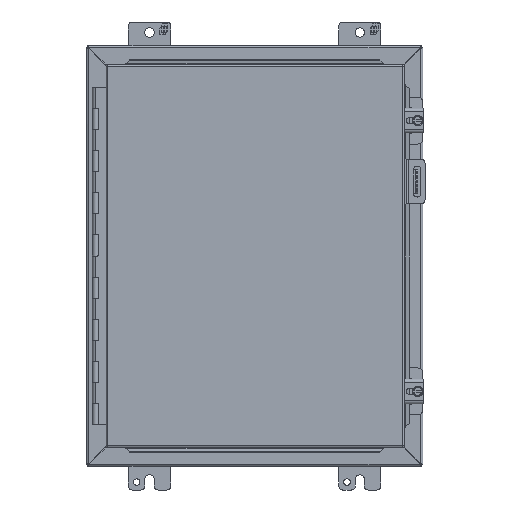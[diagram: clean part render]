
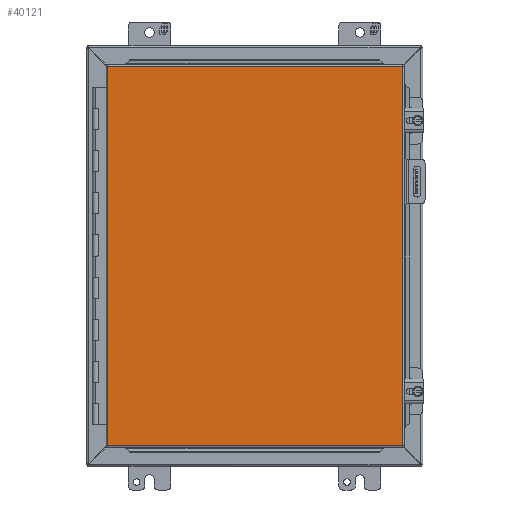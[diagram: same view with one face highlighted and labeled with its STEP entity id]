
A CAD part, front view. The second image highlights one B-rep face of the part: STEP entity #40121.
In plain terms, the highlighted planar face has unit normal (0, -1, 0).
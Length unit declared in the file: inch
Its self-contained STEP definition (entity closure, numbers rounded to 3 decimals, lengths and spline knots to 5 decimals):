
#1306 = DIRECTION ( 'NONE',  ( -1., 0., 0. ) ) ;
#1864 = DIRECTION ( 'NONE',  ( 0., -1., 0. ) ) ;
#3140 = CARTESIAN_POINT ( 'NONE',  ( 7.04626, -7.18504, 9.02376 ) ) ;
#6972 = ORIENTED_EDGE ( 'NONE', *, *, #17902, .T. ) ;
#8592 = AXIS2_PLACEMENT_3D ( 'NONE', #42841, #1864, #20889 ) ;
#8740 = LINE ( 'NONE', #22998, #11480 ) ;
#9993 = LINE ( 'NONE', #17190, #47560 ) ;
#11480 = VECTOR ( 'NONE', #1306, 39.37008 ) ;
#11903 = CARTESIAN_POINT ( 'NONE',  ( -6.98426, -7.18504, -9.02376 ) ) ;
#12651 = EDGE_CURVE ( 'NONE', #43908, #18640, #32309, .T. ) ;
#13090 = LINE ( 'NONE', #31572, #36501 ) ;
#13393 = VERTEX_POINT ( 'NONE', #3140 ) ;
#14817 = EDGE_LOOP ( 'NONE', ( #6972, #16688, #17807, #31205 ) ) ;
#16688 = ORIENTED_EDGE ( 'NONE', *, *, #32591, .T. ) ;
#17190 = CARTESIAN_POINT ( 'NONE',  ( 7.04626, -7.18504, 9.02376 ) ) ;
#17807 = ORIENTED_EDGE ( 'NONE', *, *, #24331, .T. ) ;
#17902 = EDGE_CURVE ( 'NONE', #18640, #13393, #9993, .T. ) ;
#18640 = VERTEX_POINT ( 'NONE', #44443 ) ;
#20166 = VECTOR ( 'NONE', #43432, 39.37008 ) ;
#20889 = DIRECTION ( 'NONE',  ( 1., 0., 0. ) ) ;
#22998 = CARTESIAN_POINT ( 'NONE',  ( -6.98426, -7.18504, 9.02376 ) ) ;
#23803 = PLANE ( 'NONE',  #8592 ) ;
#24120 = DIRECTION ( 'NONE',  ( 0., 0., -1. ) ) ;
#24331 = EDGE_CURVE ( 'NONE', #31109, #43908, #13090, .T. ) ;
#31109 = VERTEX_POINT ( 'NONE', #45121 ) ;
#31205 = ORIENTED_EDGE ( 'NONE', *, *, #12651, .T. ) ;
#31572 = CARTESIAN_POINT ( 'NONE',  ( -6.98426, -7.18504, 9.02376 ) ) ;
#32309 = LINE ( 'NONE', #47063, #20166 ) ;
#32591 = EDGE_CURVE ( 'NONE', #13393, #31109, #8740, .T. ) ;
#34907 = FACE_OUTER_BOUND ( 'NONE', #14817, .T. ) ;
#36501 = VECTOR ( 'NONE', #24120, 39.37008 ) ;
#40121 = ADVANCED_FACE ( 'NONE', ( #34907 ), #23803, .T. ) ;
#40128 = DIRECTION ( 'NONE',  ( 0., 0., 1. ) ) ;
#42841 = CARTESIAN_POINT ( 'NONE',  ( -6.98426, -7.18504, 9.02376 ) ) ;
#43432 = DIRECTION ( 'NONE',  ( 1., 0., 0. ) ) ;
#43908 = VERTEX_POINT ( 'NONE', #11903 ) ;
#44443 = CARTESIAN_POINT ( 'NONE',  ( 7.04626, -7.18504, -9.02376 ) ) ;
#45121 = CARTESIAN_POINT ( 'NONE',  ( -6.98426, -7.18504, 9.02376 ) ) ;
#47063 = CARTESIAN_POINT ( 'NONE',  ( -6.98426, -7.18504, -9.02376 ) ) ;
#47560 = VECTOR ( 'NONE', #40128, 39.37008 ) ;
